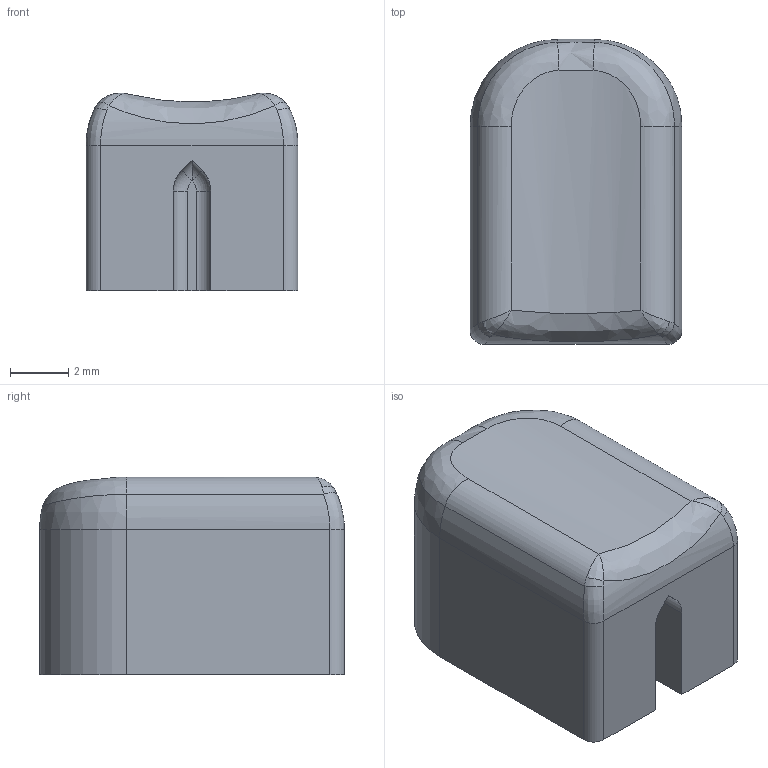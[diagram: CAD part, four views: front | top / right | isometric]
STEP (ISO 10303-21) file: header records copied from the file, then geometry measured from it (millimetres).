
FILE_DESCRIPTION(/* description */ ('STEP AP242','CAx-IF Rec.Pracs.---Representation and Presentation of Product Manufacturing Information (PMI)---4.0---2014-10-13','CAx-IF Rec.Pracs.---3D Tessellated Geometry---0.4---2014-09-14','2;1'),/* implementation_level */ '2;1');
FILE_NAME(/* name */ '66eb8a41495df232cea2cf5f',/* time_stamp */ '2024-09-19T02:19:46Z',/* author */ (''),/* organization */ (''),/* preprocessor_version */ 'ST-DEVELOPER v20',/* originating_system */ ' ',/* authorisation */ ' ');
FILE_SCHEMA (('AP242_MANAGED_MODEL_BASED_3D_ENGINEERING_MIM_LF { 1 0 10303 442 1 1 4 }'));
Length unit declared in the file: metre
Products named in the file (1): Part 1
Bounding box: 7.3 x 10.5 x 6.81 mm (x, y, z)
Volume: 398.4 mm3; surface area: 429.2 mm2
Topology: 1 solids, 1 shells, 62 faces, 159 edges, 95 vertices
Faces by surface type: cylinder 25, plane 14, bspline 14, cone 5, sphere 2, torus 2
Entity records: 2031 total; most frequent: CARTESIAN_POINT 645, ORIENTED_EDGE 306, DIRECTION 260, EDGE_CURVE 153, AXIS2_PLACEMENT_3D 102, VERTEX_POINT 94, FACE_BOUND 63, EDGE_LOOP 62
